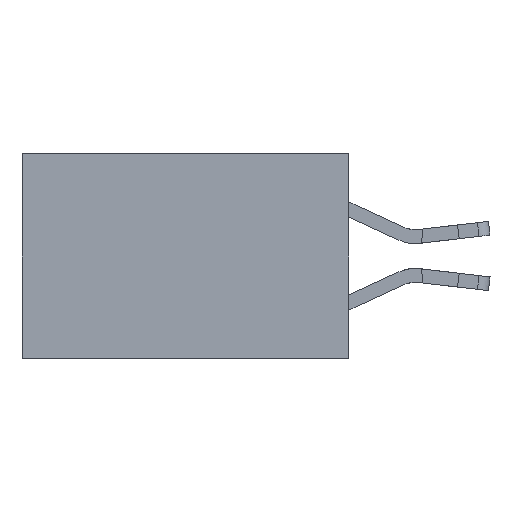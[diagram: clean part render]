
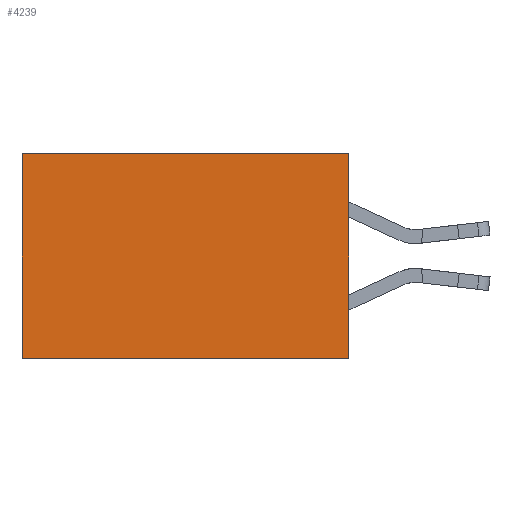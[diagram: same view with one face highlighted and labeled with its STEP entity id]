
A CAD part, left-side view. The second image highlights one B-rep face of the part: STEP entity #4239.
In plain terms, the highlighted planar face has unit normal (-1, 0, 0).
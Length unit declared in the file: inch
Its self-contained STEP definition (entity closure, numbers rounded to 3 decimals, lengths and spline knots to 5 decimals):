
#1432 = VECTOR ( 'NONE', #14974, 39.37008 ) ;
#2319 = EDGE_CURVE ( 'NONE', #16569, #23556, #7268, .T. ) ;
#2466 = VECTOR ( 'NONE', #23331, 39.37008 ) ;
#4239 = ADVANCED_FACE ( 'NONE', ( #14115 ), #19167, .F. ) ;
#4463 = CARTESIAN_POINT ( 'NONE',  ( 0.277, 0., 0. ) ) ;
#5545 = EDGE_CURVE ( 'NONE', #13352, #7753, #6857, .T. ) ;
#6402 = LINE ( 'NONE', #13116, #1432 ) ;
#6857 = LINE ( 'NONE', #15441, #11795 ) ;
#7268 = LINE ( 'NONE', #15774, #16524 ) ;
#7428 = LINE ( 'NONE', #10405, #2466 ) ;
#7753 = VERTEX_POINT ( 'NONE', #20052 ) ;
#10405 = CARTESIAN_POINT ( 'NONE',  ( 0.277, 0., -0.37 ) ) ;
#11795 = VECTOR ( 'NONE', #15474, 39.37008 ) ;
#12404 = AXIS2_PLACEMENT_3D ( 'NONE', #20004, #19004, #18970 ) ;
#13020 = ORIENTED_EDGE ( 'NONE', *, *, #5545, .F. ) ;
#13116 = CARTESIAN_POINT ( 'NONE',  ( 0.277, 0.59, -0.37 ) ) ;
#13352 = VERTEX_POINT ( 'NONE', #22410 ) ;
#13955 = EDGE_LOOP ( 'NONE', ( #18526, #13020, #16483, #18712 ) ) ;
#14115 = FACE_OUTER_BOUND ( 'NONE', #13955, .T. ) ;
#14974 = DIRECTION ( 'NONE',  ( 0., 0., -1. ) ) ;
#15441 = CARTESIAN_POINT ( 'NONE',  ( 0.277, 0., -0.37 ) ) ;
#15474 = DIRECTION ( 'NONE',  ( 0., 1., 0. ) ) ;
#15774 = CARTESIAN_POINT ( 'NONE',  ( 0.277, 0., 0. ) ) ;
#16483 = ORIENTED_EDGE ( 'NONE', *, *, #22092, .F. ) ;
#16524 = VECTOR ( 'NONE', #17128, 39.37008 ) ;
#16569 = VERTEX_POINT ( 'NONE', #4463 ) ;
#17128 = DIRECTION ( 'NONE',  ( 0., 1., 0. ) ) ;
#18526 = ORIENTED_EDGE ( 'NONE', *, *, #19887, .T. ) ;
#18712 = ORIENTED_EDGE ( 'NONE', *, *, #2319, .T. ) ;
#18970 = DIRECTION ( 'NONE',  ( 0., 0., -1. ) ) ;
#19004 = DIRECTION ( 'NONE',  ( 1., 0., 0. ) ) ;
#19167 = PLANE ( 'NONE',  #12404 ) ;
#19887 = EDGE_CURVE ( 'NONE', #23556, #7753, #6402, .T. ) ;
#20004 = CARTESIAN_POINT ( 'NONE',  ( 0.277, 0., -0.37 ) ) ;
#20052 = CARTESIAN_POINT ( 'NONE',  ( 0.277, 0.59, -0.37 ) ) ;
#21770 = CARTESIAN_POINT ( 'NONE',  ( 0.277, 0.59, 0. ) ) ;
#22092 = EDGE_CURVE ( 'NONE', #16569, #13352, #7428, .T. ) ;
#22410 = CARTESIAN_POINT ( 'NONE',  ( 0.277, 0., -0.37 ) ) ;
#23331 = DIRECTION ( 'NONE',  ( 0., 0., -1. ) ) ;
#23556 = VERTEX_POINT ( 'NONE', #21770 ) ;
